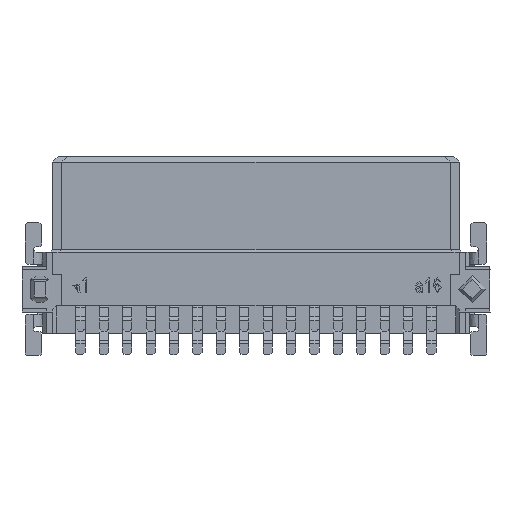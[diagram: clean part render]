
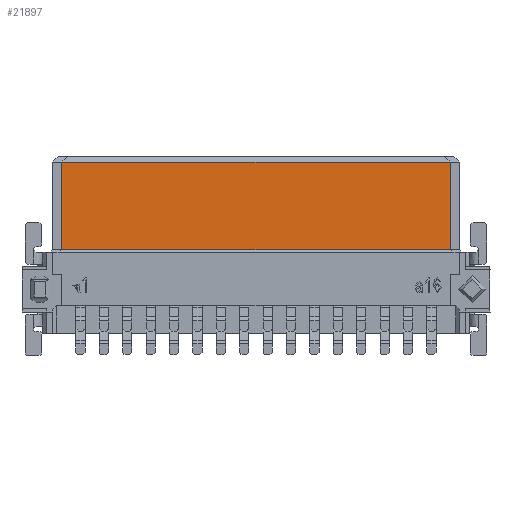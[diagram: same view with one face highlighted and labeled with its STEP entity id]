
A CAD part, front view. The second image highlights one B-rep face of the part: STEP entity #21897.
In plain terms, the highlighted planar face has unit normal (0, -1, 0).
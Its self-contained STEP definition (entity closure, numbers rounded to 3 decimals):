
#163=CARTESIAN_POINT('',(-10.535,-1.525,4.55));
#164=VERTEX_POINT('',#163);
#276=CARTESIAN_POINT('',(-10.535,-1.525,9.3));
#277=VERTEX_POINT('',#276);
#278=CARTESIAN_POINT('',(-10.535,-1.525,4.55));
#279=DIRECTION('',(0.,0.,1.));
#280=VECTOR('',#279,4.75);
#281=LINE('',#278,#280);
#282=EDGE_CURVE('',#164,#277,#281,.T.);
#17575=CARTESIAN_POINT('',(10.535,-1.525,4.55));
#17576=VERTEX_POINT('',#17575);
#17584=CARTESIAN_POINT('',(10.535,-1.525,4.55));
#17585=DIRECTION('',(-1.,0.,0.));
#17586=VECTOR('',#17585,21.07);
#17587=LINE('',#17584,#17586);
#17588=EDGE_CURVE('',#17576,#164,#17587,.T.);
#21874=CARTESIAN_POINT('',(0.,-1.525,6.925));
#21875=DIRECTION('',(1.,0.,0.));
#21876=DIRECTION('',(0.,-1.,0.));
#21877=AXIS2_PLACEMENT_3D('',#21874,#21876,#21875);
#21878=PLANE('',#21877);
#21879=CARTESIAN_POINT('',(10.535,-1.525,9.3));
#21880=VERTEX_POINT('',#21879);
#21881=CARTESIAN_POINT('',(10.535,-1.525,4.55));
#21882=DIRECTION('',(0.,0.,1.));
#21883=VECTOR('',#21882,4.75);
#21884=LINE('',#21881,#21883);
#21885=EDGE_CURVE('',#17576,#21880,#21884,.T.);
#21886=ORIENTED_EDGE('',*,*,#21885,.T.);
#21887=CARTESIAN_POINT('',(10.535,-1.525,9.3));
#21888=DIRECTION('',(-1.,0.,0.));
#21889=VECTOR('',#21888,21.07);
#21890=LINE('',#21887,#21889);
#21891=EDGE_CURVE('',#21880,#277,#21890,.T.);
#21892=ORIENTED_EDGE('',*,*,#21891,.T.);
#21893=ORIENTED_EDGE('',*,*,#282,.F.);
#21894=ORIENTED_EDGE('',*,*,#17588,.F.);
#21895=EDGE_LOOP('',(#21886,#21892,#21893,#21894));
#21896=FACE_OUTER_BOUND('',#21895,.T.);
#21897=ADVANCED_FACE('',(#21896),#21878,.T.);
